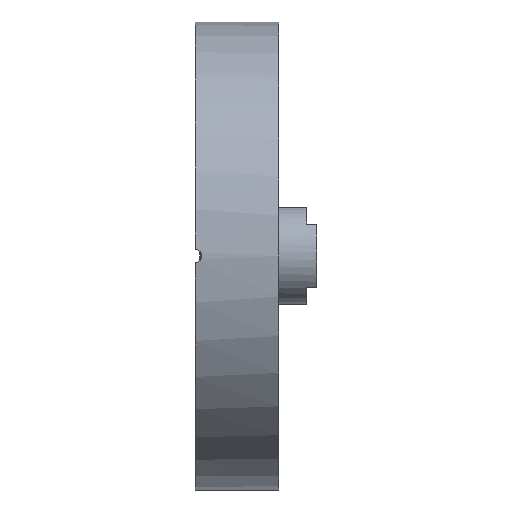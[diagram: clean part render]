
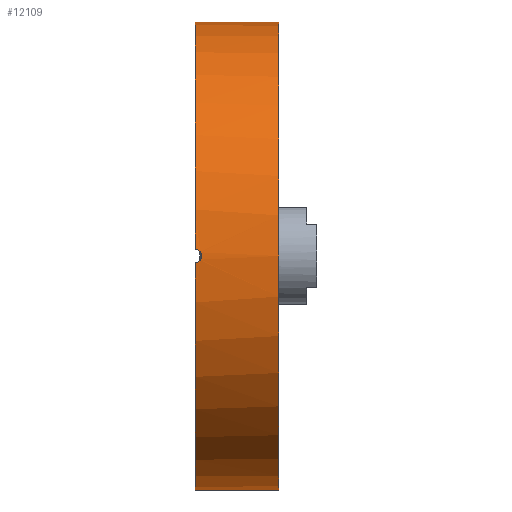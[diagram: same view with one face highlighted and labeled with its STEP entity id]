
A CAD part, left-side view. The second image highlights one B-rep face of the part: STEP entity #12109.
In plain terms, the highlighted cylindrical face has radius 34.95 mm (diameter 69.9 mm), a partial arc.
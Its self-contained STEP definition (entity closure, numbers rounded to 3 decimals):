
#286 = DIRECTION ( 'NONE',  ( 0., 0., 1. ) ) ;
#370 = CARTESIAN_POINT ( 'NONE',  ( 0., -12.5, 34.95 ) ) ;
#472 = CARTESIAN_POINT ( 'NONE',  ( -34.945, -0.801, -0.613 ) ) ;
#534 = CARTESIAN_POINT ( 'NONE',  ( -34.945, -0.799, 0.615 ) ) ;
#591 = VERTEX_POINT ( 'NONE', #7949 ) ;
#617 = CARTESIAN_POINT ( 'NONE',  ( 0., 0., -34.95 ) ) ;
#817 = CIRCLE ( 'NONE', #5776, 34.95 ) ;
#950 = VECTOR ( 'NONE', #8725, 1000. ) ;
#1611 = CARTESIAN_POINT ( 'NONE',  ( -34.95, -1., 0.131 ) ) ;
#1918 = AXIS2_PLACEMENT_3D ( 'NONE', #9418, #4319, #8290 ) ;
#2505 = CARTESIAN_POINT ( 'NONE',  ( 0., 0., 0. ) ) ;
#2536 = ORIENTED_EDGE ( 'NONE', *, *, #9294, .F. ) ;
#2560 = CARTESIAN_POINT ( 'NONE',  ( -34.947, -0.874, 0.503 ) ) ;
#2617 = AXIS2_PLACEMENT_3D ( 'NONE', #8443, #5336, #286 ) ;
#2692 = CARTESIAN_POINT ( 'NONE',  ( -34.949, -0.974, -0.261 ) ) ;
#2786 = EDGE_CURVE ( 'NONE', #12608, #12521, #817, .T. ) ;
#2868 = CARTESIAN_POINT ( 'NONE',  ( 0., -12.5, 34.95 ) ) ;
#2980 = EDGE_CURVE ( 'NONE', #9444, #12706, #3849, .T. ) ;
#3462 = CARTESIAN_POINT ( 'NONE',  ( 0., -12.5, -34.95 ) ) ;
#3661 = EDGE_CURVE ( 'NONE', #9444, #12867, #4463, .T. ) ;
#3696 = ORIENTED_EDGE ( 'NONE', *, *, #3977, .T. ) ;
#3831 = CARTESIAN_POINT ( 'NONE',  ( -34.941, -0.615, 0.799 ) ) ;
#3849 = CIRCLE ( 'NONE', #1918, 34.95 ) ;
#3977 = EDGE_CURVE ( 'NONE', #12608, #591, #9505, .T. ) ;
#4115 = EDGE_LOOP ( 'NONE', ( #10235, #9245, #9743, #5126, #3696, #2536 ) ) ;
#4319 = DIRECTION ( 'NONE',  ( 0., 1., 0. ) ) ;
#4374 = CARTESIAN_POINT ( 'NONE',  ( 0., -12.5, 0. ) ) ;
#4463 = LINE ( 'NONE', #3462, #9447 ) ;
#4649 = CARTESIAN_POINT ( 'NONE',  ( -34.949, -0.974, 0.263 ) ) ;
#4708 = CARTESIAN_POINT ( 'NONE',  ( -34.939, -0.521, -0.893 ) ) ;
#5108 = AXIS2_PLACEMENT_3D ( 'NONE', #4374, #6580, #11546 ) ;
#5126 = ORIENTED_EDGE ( 'NONE', *, *, #2786, .F. ) ;
#5336 = DIRECTION ( 'NONE',  ( 0., 1., 0. ) ) ;
#5503 = FACE_OUTER_BOUND ( 'NONE', #4115, .T. ) ;
#5763 = EDGE_CURVE ( 'NONE', #12706, #12521, #7587, .T. ) ;
#5776 = AXIS2_PLACEMENT_3D ( 'NONE', #2505, #8964, #8832 ) ;
#5887 = CARTESIAN_POINT ( 'NONE',  ( -34.936, 0., 1. ) ) ;
#6580 = DIRECTION ( 'NONE',  ( 0., 1., 0. ) ) ;
#7340 = CYLINDRICAL_SURFACE ( 'NONE', #5108, 34.95 ) ;
#7567 = DIRECTION ( 'NONE',  ( 0., 1., 0. ) ) ;
#7587 = LINE ( 'NONE', #370, #950 ) ;
#7949 = CARTESIAN_POINT ( 'NONE',  ( -34.936, 0., -1. ) ) ;
#8290 = DIRECTION ( 'NONE',  ( 0., 0., 1. ) ) ;
#8443 = CARTESIAN_POINT ( 'NONE',  ( 0., 0., 0. ) ) ;
#8693 = CARTESIAN_POINT ( 'NONE',  ( -34.95, -1., -0.13 ) ) ;
#8725 = DIRECTION ( 'NONE',  ( 0., 1., 0. ) ) ;
#8753 = CARTESIAN_POINT ( 'NONE',  ( -34.936, 0., -1. ) ) ;
#8832 = DIRECTION ( 'NONE',  ( 0., 0., 1. ) ) ;
#8887 = CARTESIAN_POINT ( 'NONE',  ( -34.939, -0.504, 0.874 ) ) ;
#8964 = DIRECTION ( 'NONE',  ( 0., 1., 0. ) ) ;
#9245 = ORIENTED_EDGE ( 'NONE', *, *, #2980, .T. ) ;
#9294 = EDGE_CURVE ( 'NONE', #12867, #591, #10563, .T. ) ;
#9418 = CARTESIAN_POINT ( 'NONE',  ( 0., -12.5, 0. ) ) ;
#9444 = VERTEX_POINT ( 'NONE', #9534 ) ;
#9447 = VECTOR ( 'NONE', #7567, 1000. ) ;
#9505 = B_SPLINE_CURVE_WITH_KNOTS ( 'NONE', 3,
 ( #10825, #11896, #13030, #8887, #3831, #534, #2560, #4649, #1611, #8693, #2692, #11832, #472, #4708, #11763, #8753 ),
 .UNSPECIFIED., .F., .F.,
 ( 4, 2, 2, 2, 2, 2, 2, 4 ),
 ( 0., 0., 0.001, 0.001, 0.002, 0.002, 0.002, 0.003 ),
 .UNSPECIFIED. ) ;
#9534 = CARTESIAN_POINT ( 'NONE',  ( 0., -12.5, -34.95 ) ) ;
#9743 = ORIENTED_EDGE ( 'NONE', *, *, #5763, .T. ) ;
#10235 = ORIENTED_EDGE ( 'NONE', *, *, #3661, .F. ) ;
#10563 = CIRCLE ( 'NONE', #2617, 34.95 ) ;
#10667 = CARTESIAN_POINT ( 'NONE',  ( 0., 0., 34.95 ) ) ;
#10825 = CARTESIAN_POINT ( 'NONE',  ( -34.936, 0., 1. ) ) ;
#11546 = DIRECTION ( 'NONE',  ( 0., 0., 1. ) ) ;
#11763 = CARTESIAN_POINT ( 'NONE',  ( -34.936, -0.264, -1. ) ) ;
#11832 = CARTESIAN_POINT ( 'NONE',  ( -34.947, -0.874, -0.503 ) ) ;
#11896 = CARTESIAN_POINT ( 'NONE',  ( -34.936, -0.132, 1. ) ) ;
#12109 = ADVANCED_FACE ( 'NONE', ( #5503 ), #7340, .T. ) ;
#12521 = VERTEX_POINT ( 'NONE', #10667 ) ;
#12608 = VERTEX_POINT ( 'NONE', #5887 ) ;
#12706 = VERTEX_POINT ( 'NONE', #2868 ) ;
#12867 = VERTEX_POINT ( 'NONE', #617 ) ;
#13030 = CARTESIAN_POINT ( 'NONE',  ( -34.936, -0.262, 0.974 ) ) ;
